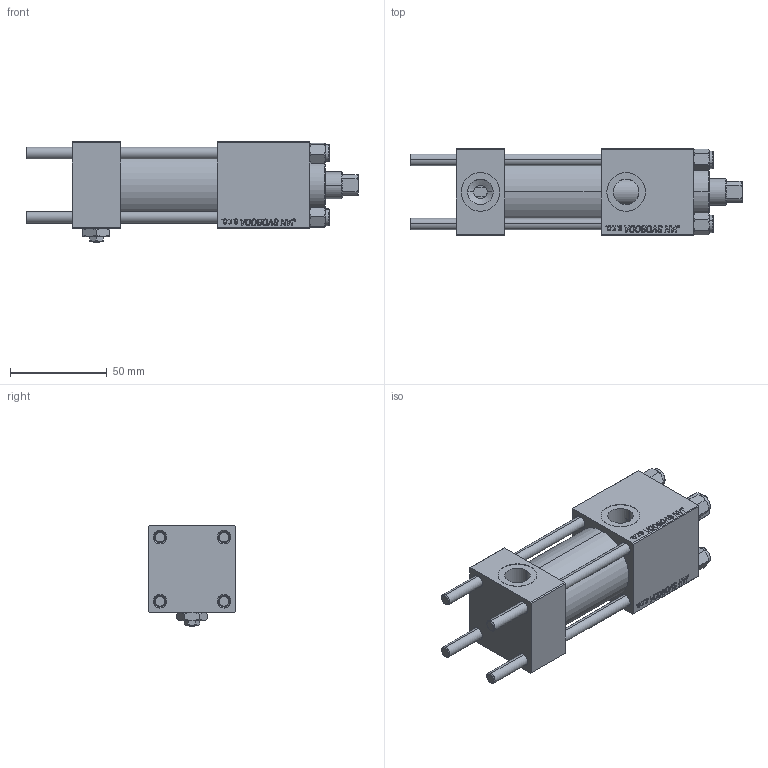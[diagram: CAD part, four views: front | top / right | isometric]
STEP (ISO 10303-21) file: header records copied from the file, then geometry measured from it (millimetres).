
FILE_DESCRIPTION (( 'STEP AP203' ), '1' );
FILE_NAME ('7adb.STEP', '2022-04-16T14:52:08', ( '' ), ( '' ), 'SwSTEP 2.0', 'SolidWorks 2019', '' );
FILE_SCHEMA (( 'CONFIG_CONTROL_DESIGN' ));
Length unit declared in the file: millimetre
Products named in the file (7): NUT_M5 abc9e7b3d84c0ed5b1f01279c5936aa2; V215CR_BODY_A abc9e7b3d84c0ed5b1f01279c5936aa2; Zatka_pro_OIL_PORT abc9e7b3d84c0ed5b1f01279c5936aa2; 7adb; V215CR_VCP abc9e7b3d84c0ed5b1f01279c5936aa2; V215_VC_A abc9e7b3d84c0ed5b1f01279c5936aa2; CR025_012_A_0_G_A_G_M_020_+#_##_TYCINKA abc9e7b3d84c0ed5b1f01279c5936aa2
Assembly tree (12 placements, depth 2):
  7adb
    V215CR_BODY_A abc9e7b3d84c0ed5b1f01279c5936aa2
    CR025_012_A_0_G_A_G_M_020_+#_##_TYCINKA abc9e7b3d84c0ed5b1f01279c5936aa2  x4
    NUT_M5 abc9e7b3d84c0ed5b1f01279c5936aa2  x4
    V215CR_VCP abc9e7b3d84c0ed5b1f01279c5936aa2
    V215_VC_A abc9e7b3d84c0ed5b1f01279c5936aa2
    Zatka_pro_OIL_PORT abc9e7b3d84c0ed5b1f01279c5936aa2
Bounding box: 172 x 45 x 52 mm (x, y, z)
Volume: 197413 mm3; surface area: 73981.5 mm2
Topology: 12 solids, 12 shells, 1190 faces, 2986 edges, 1931 vertices
Faces by surface type: plane 544, bspline 392, cone 158, cylinder 88, torus 8
Entity records: 51755 total; most frequent: CARTESIAN_POINT 27577, ORIENTED_EDGE 5464, DIRECTION 3476, EDGE_CURVE 2732, VERTEX_POINT 1787, VECTOR 1632, LINE 1632, EDGE_LOOP 1203
